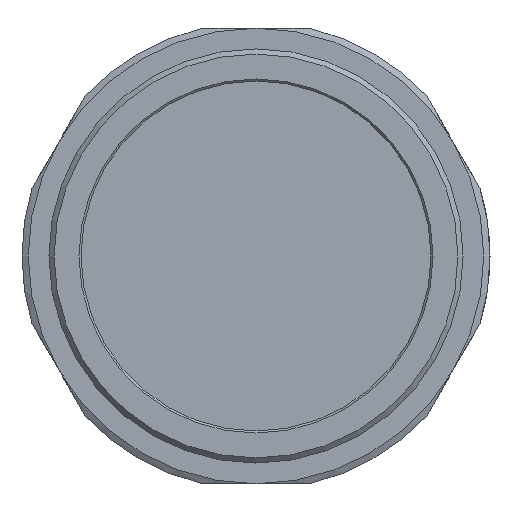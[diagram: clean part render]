
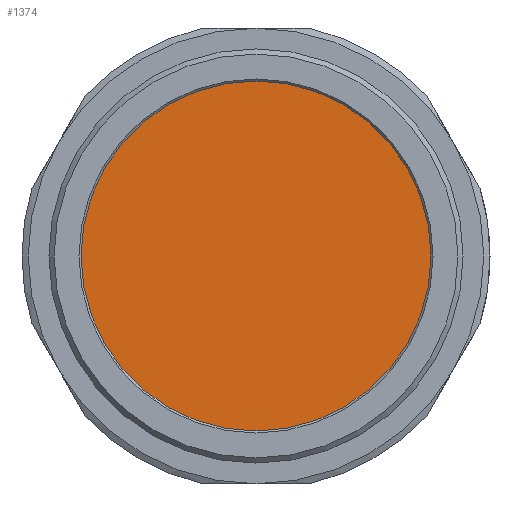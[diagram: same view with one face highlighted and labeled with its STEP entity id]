
A CAD part, front view. The second image highlights one B-rep face of the part: STEP entity #1374.
In plain terms, the highlighted planar face has unit normal (0, -1, 0).
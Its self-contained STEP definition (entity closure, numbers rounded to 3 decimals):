
#240=FACE_OUTER_BOUND('',#328,.T.);
#328=EDGE_LOOP('',(#856));
#428=CIRCLE('',#1489,42.25);
#524=VERTEX_POINT('',#2097);
#651=EDGE_CURVE('',#524,#524,#428,.T.);
#856=ORIENTED_EDGE('',*,*,#651,.F.);
#1260=PLANE('',#1488);
#1374=ADVANCED_FACE('',(#240),#1260,.T.);
#1488=AXIS2_PLACEMENT_3D('',#2096,#1681,#1682);
#1489=AXIS2_PLACEMENT_3D('',#2098,#1683,#1684);
#1681=DIRECTION('center_axis',(0.,-1.,0.));
#1682=DIRECTION('ref_axis',(0.,0.,-1.));
#1683=DIRECTION('center_axis',(0.,1.,0.));
#1684=DIRECTION('ref_axis',(-1.,0.,0.));
#2096=CARTESIAN_POINT('Origin',(-1.756,-47.629,-0.945));
#2097=CARTESIAN_POINT('',(40.494,-47.629,-0.945));
#2098=CARTESIAN_POINT('Origin',(-1.756,-47.629,-0.945));
